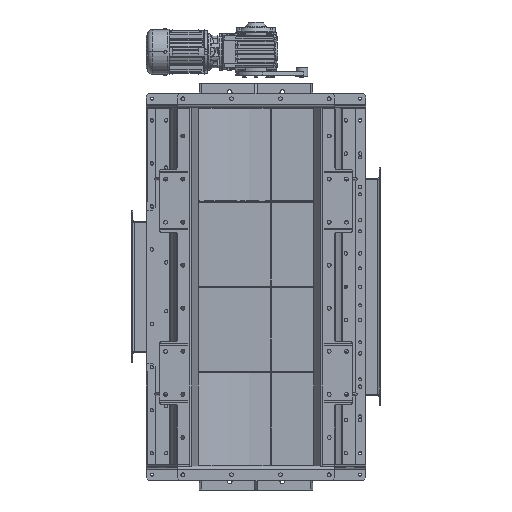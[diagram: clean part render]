
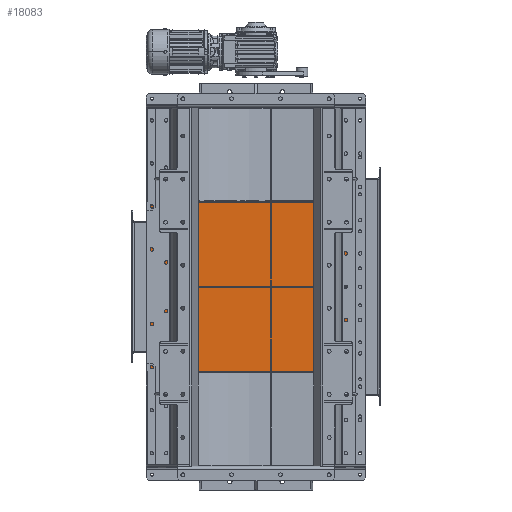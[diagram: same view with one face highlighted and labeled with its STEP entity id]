
A CAD part, front view. The second image highlights one B-rep face of the part: STEP entity #18083.
In plain terms, the highlighted planar face has unit normal (0, -1, 0).
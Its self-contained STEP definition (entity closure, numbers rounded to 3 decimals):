
#126 = CARTESIAN_POINT ( 'NONE',  ( -297., 388., 0. ) ) ;
#1607 = VECTOR ( 'NONE', #21684, 1000. ) ;
#2378 = DIRECTION ( 'NONE',  ( 0., 1., 0. ) ) ;
#4191 = DIRECTION ( 'NONE',  ( 0., 1., 0. ) ) ;
#5398 = CARTESIAN_POINT ( 'NONE',  ( -193.333, 388., -745.685 ) ) ;
#6290 = DIRECTION ( 'NONE',  ( 0., 0., 1. ) ) ;
#7748 = EDGE_CURVE ( 'NONE', #51810, #8116, #73667, .T. ) ;
#7992 = CARTESIAN_POINT ( 'NONE',  ( 297., 388., -761.285 ) ) ;
#8116 = VERTEX_POINT ( 'NONE', #86934 ) ;
#8222 = FACE_OUTER_BOUND ( 'NONE', #44838, .T. ) ;
#8693 = FACE_BOUND ( 'NONE', #75123, .T. ) ;
#8943 = VERTEX_POINT ( 'NONE', #64847 ) ;
#8978 = DIRECTION ( 'NONE',  ( 0., 0., 1. ) ) ;
#10158 = ORIENTED_EDGE ( 'NONE', *, *, #45881, .T. ) ;
#11144 = VERTEX_POINT ( 'NONE', #17621 ) ;
#11401 = VECTOR ( 'NONE', #35277, 1000. ) ;
#11999 = CIRCLE ( 'NONE', #43484, 6. ) ;
#13629 = CARTESIAN_POINT ( 'NONE',  ( 64.444, 388., -739.685 ) ) ;
#13704 = LINE ( 'NONE', #71015, #11401 ) ;
#13751 = CIRCLE ( 'NONE', #49719, 6. ) ;
#13821 = VERTEX_POINT ( 'NONE', #43068 ) ;
#14451 = EDGE_LOOP ( 'NONE', ( #91961, #80317 ) ) ;
#14509 = EDGE_LOOP ( 'NONE', ( #47258, #26717 ) ) ;
#14675 = CARTESIAN_POINT ( 'NONE',  ( -297., 388., -4.4 ) ) ;
#14727 = ORIENTED_EDGE ( 'NONE', *, *, #64773, .T. ) ;
#15180 = DIRECTION ( 'NONE',  ( 0., 0., -1. ) ) ;
#15631 = VECTOR ( 'NONE', #76949, 1000. ) ;
#16157 = DIRECTION ( 'NONE',  ( 0., 1., 0. ) ) ;
#16206 = DIRECTION ( 'NONE',  ( 0., 1., 0. ) ) ;
#17621 = CARTESIAN_POINT ( 'NONE',  ( -64.444, 388., -739.685 ) ) ;
#18083 = ADVANCED_FACE ( 'NONE', ( #43913, #28868, #8693, #72588, #8222 ), #87635, .F. ) ;
#18422 = EDGE_LOOP ( 'NONE', ( #68870, #10158 ) ) ;
#18449 = CARTESIAN_POINT ( 'NONE',  ( -193.333, 388., -739.685 ) ) ;
#20916 = ORIENTED_EDGE ( 'NONE', *, *, #76923, .T. ) ;
#21103 = AXIS2_PLACEMENT_3D ( 'NONE', #80590, #16206, #44834 ) ;
#21684 = DIRECTION ( 'NONE',  ( 1., 0., 0. ) ) ;
#22560 = VERTEX_POINT ( 'NONE', #7992 ) ;
#25453 = VERTEX_POINT ( 'NONE', #13629 ) ;
#26717 = ORIENTED_EDGE ( 'NONE', *, *, #7748, .T. ) ;
#27411 = CARTESIAN_POINT ( 'NONE',  ( 64.444, 388., -751.685 ) ) ;
#28868 = FACE_BOUND ( 'NONE', #14451, .T. ) ;
#29743 = CARTESIAN_POINT ( 'NONE',  ( 193.333, 388., -745.685 ) ) ;
#31224 = CARTESIAN_POINT ( 'NONE',  ( -297., 388., -761.285 ) ) ;
#34574 = AXIS2_PLACEMENT_3D ( 'NONE', #47966, #76684, #92138 ) ;
#35277 = DIRECTION ( 'NONE',  ( 1., 0., 0. ) ) ;
#36488 = VERTEX_POINT ( 'NONE', #42606 ) ;
#37130 = AXIS2_PLACEMENT_3D ( 'NONE', #46744, #45348, #60842 ) ;
#38269 = AXIS2_PLACEMENT_3D ( 'NONE', #42793, #63037, #64891 ) ;
#38559 = CARTESIAN_POINT ( 'NONE',  ( -64.444, 388., -745.685 ) ) ;
#41454 = LINE ( 'NONE', #14675, #1607 ) ;
#41563 = DIRECTION ( 'NONE',  ( 0., 0., 1. ) ) ;
#41903 = CARTESIAN_POINT ( 'NONE',  ( 193.333, 388., -751.685 ) ) ;
#42606 = CARTESIAN_POINT ( 'NONE',  ( 297., 388., -4.4 ) ) ;
#42793 = CARTESIAN_POINT ( 'NONE',  ( 193.333, 388., -745.685 ) ) ;
#43068 = CARTESIAN_POINT ( 'NONE',  ( -297., 388., -4.4 ) ) ;
#43484 = AXIS2_PLACEMENT_3D ( 'NONE', #5398, #48590, #41563 ) ;
#43913 = FACE_BOUND ( 'NONE', #14509, .T. ) ;
#44622 = CIRCLE ( 'NONE', #37130, 6. ) ;
#44834 = DIRECTION ( 'NONE',  ( 0., 0., 1. ) ) ;
#44838 = EDGE_LOOP ( 'NONE', ( #75332, #65816, #52888, #20916 ) ) ;
#45139 = AXIS2_PLACEMENT_3D ( 'NONE', #29743, #85707, #6290 ) ;
#45348 = DIRECTION ( 'NONE',  ( 0., 1., 0. ) ) ;
#45881 = EDGE_CURVE ( 'NONE', #8943, #92284, #11999, .T. ) ;
#46473 = EDGE_CURVE ( 'NONE', #13821, #36488, #41454, .T. ) ;
#46744 = CARTESIAN_POINT ( 'NONE',  ( -193.333, 388., -745.685 ) ) ;
#47258 = ORIENTED_EDGE ( 'NONE', *, *, #58826, .T. ) ;
#47966 = CARTESIAN_POINT ( 'NONE',  ( 64.444, 388., -745.685 ) ) ;
#48590 = DIRECTION ( 'NONE',  ( 0., 1., 0. ) ) ;
#49719 = AXIS2_PLACEMENT_3D ( 'NONE', #73937, #16157, #58886 ) ;
#51810 = VERTEX_POINT ( 'NONE', #41903 ) ;
#52888 = ORIENTED_EDGE ( 'NONE', *, *, #46473, .F. ) ;
#55016 = AXIS2_PLACEMENT_3D ( 'NONE', #38559, #2378, #8978 ) ;
#57574 = EDGE_CURVE ( 'NONE', #22560, #36488, #77406, .T. ) ;
#58231 = VERTEX_POINT ( 'NONE', #27411 ) ;
#58364 = DIRECTION ( 'NONE',  ( 0., 0., 1. ) ) ;
#58826 = EDGE_CURVE ( 'NONE', #8116, #51810, #72818, .T. ) ;
#58886 = DIRECTION ( 'NONE',  ( 0., 0., 1. ) ) ;
#58891 = ORIENTED_EDGE ( 'NONE', *, *, #82919, .T. ) ;
#60842 = DIRECTION ( 'NONE',  ( 0., 0., 1. ) ) ;
#62107 = EDGE_CURVE ( 'NONE', #76593, #22560, #13704, .T. ) ;
#63037 = DIRECTION ( 'NONE',  ( 0., 1., 0. ) ) ;
#64773 = EDGE_CURVE ( 'NONE', #76583, #11144, #74591, .T. ) ;
#64847 = CARTESIAN_POINT ( 'NONE',  ( -193.333, 388., -751.685 ) ) ;
#64891 = DIRECTION ( 'NONE',  ( 0., 0., 1. ) ) ;
#65228 = EDGE_CURVE ( 'NONE', #92284, #8943, #44622, .T. ) ;
#65816 = ORIENTED_EDGE ( 'NONE', *, *, #57574, .T. ) ;
#68870 = ORIENTED_EDGE ( 'NONE', *, *, #65228, .T. ) ;
#71015 = CARTESIAN_POINT ( 'NONE',  ( -297., 388., -761.285 ) ) ;
#71639 = VECTOR ( 'NONE', #15180, 1000. ) ;
#72588 = FACE_BOUND ( 'NONE', #18422, .T. ) ;
#72818 = CIRCLE ( 'NONE', #38269, 6. ) ;
#73667 = CIRCLE ( 'NONE', #45139, 6. ) ;
#73883 = CARTESIAN_POINT ( 'NONE',  ( 64.444, 388., -745.685 ) ) ;
#73937 = CARTESIAN_POINT ( 'NONE',  ( -64.444, 388., -745.685 ) ) ;
#74591 = CIRCLE ( 'NONE', #55016, 6. ) ;
#75123 = EDGE_LOOP ( 'NONE', ( #58891, #14727 ) ) ;
#75332 = ORIENTED_EDGE ( 'NONE', *, *, #62107, .T. ) ;
#76583 = VERTEX_POINT ( 'NONE', #88568 ) ;
#76593 = VERTEX_POINT ( 'NONE', #31224 ) ;
#76681 = CIRCLE ( 'NONE', #34574, 6. ) ;
#76684 = DIRECTION ( 'NONE',  ( 0., 1., 0. ) ) ;
#76923 = EDGE_CURVE ( 'NONE', #13821, #76593, #79100, .T. ) ;
#76949 = DIRECTION ( 'NONE',  ( 0., 0., 1. ) ) ;
#77406 = LINE ( 'NONE', #91498, #15631 ) ;
#79100 = LINE ( 'NONE', #126, #71639 ) ;
#79116 = CIRCLE ( 'NONE', #85137, 6. ) ;
#80317 = ORIENTED_EDGE ( 'NONE', *, *, #80451, .T. ) ;
#80451 = EDGE_CURVE ( 'NONE', #58231, #25453, #76681, .T. ) ;
#80590 = CARTESIAN_POINT ( 'NONE',  ( 0., 388., 0. ) ) ;
#82919 = EDGE_CURVE ( 'NONE', #11144, #76583, #13751, .T. ) ;
#85137 = AXIS2_PLACEMENT_3D ( 'NONE', #73883, #4191, #58364 ) ;
#85707 = DIRECTION ( 'NONE',  ( 0., 1., 0. ) ) ;
#86934 = CARTESIAN_POINT ( 'NONE',  ( 193.333, 388., -739.685 ) ) ;
#87635 = PLANE ( 'NONE',  #21103 ) ;
#88568 = CARTESIAN_POINT ( 'NONE',  ( -64.444, 388., -751.685 ) ) ;
#91498 = CARTESIAN_POINT ( 'NONE',  ( 297., 388., 0. ) ) ;
#91565 = EDGE_CURVE ( 'NONE', #25453, #58231, #79116, .T. ) ;
#91961 = ORIENTED_EDGE ( 'NONE', *, *, #91565, .T. ) ;
#92138 = DIRECTION ( 'NONE',  ( 0., 0., 1. ) ) ;
#92284 = VERTEX_POINT ( 'NONE', #18449 ) ;
